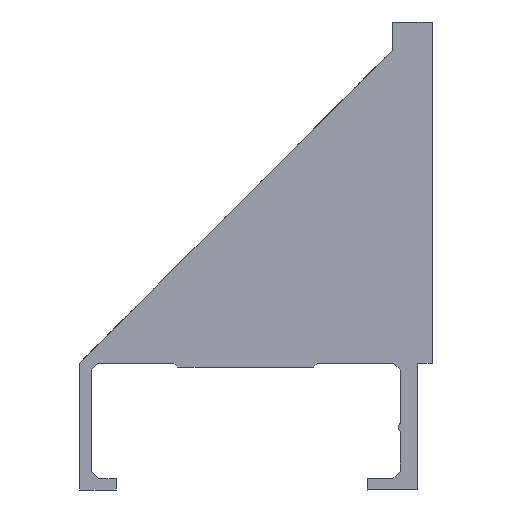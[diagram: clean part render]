
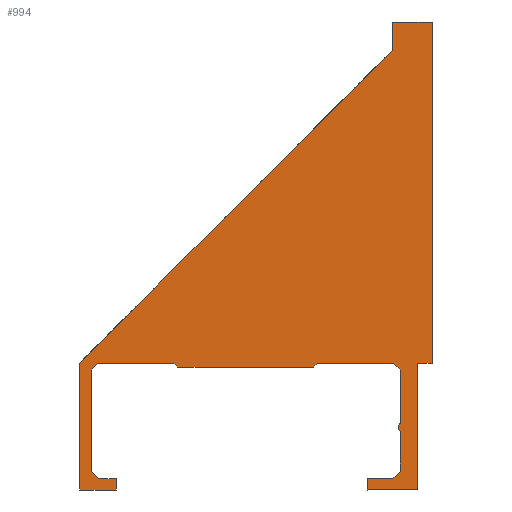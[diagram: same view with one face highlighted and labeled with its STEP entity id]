
A CAD part, front view. The second image highlights one B-rep face of the part: STEP entity #994.
In plain terms, the highlighted planar face has unit normal (0, -1, 0).
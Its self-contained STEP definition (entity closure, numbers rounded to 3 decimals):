
#101=FACE_OUTER_BOUND('',#159,.T.);
#159=EDGE_LOOP('',(#759,#760,#761,#762,#763,#764,#765,#766,#767,#768,#769,
#770,#771,#772,#773,#774,#775,#776,#777,#778,#779,#780,#781,#782,#783,#784));
#219=CIRCLE('',#1086,0.4);
#256=LINE('',#1461,#346);
#259=LINE('',#1473,#349);
#262=LINE('',#1479,#352);
#272=LINE('',#1696,#362);
#275=LINE('',#1701,#365);
#276=LINE('',#1703,#366);
#277=LINE('',#1708,#367);
#278=LINE('',#1710,#368);
#279=LINE('',#1712,#369);
#280=LINE('',#1714,#370);
#281=LINE('',#1716,#371);
#282=LINE('',#1718,#372);
#283=LINE('',#1720,#373);
#284=LINE('',#1721,#374);
#285=LINE('',#1723,#375);
#286=LINE('',#1725,#376);
#287=LINE('',#1726,#377);
#288=LINE('',#1728,#378);
#289=LINE('',#1730,#379);
#290=LINE('',#1734,#380);
#291=LINE('',#1736,#381);
#292=LINE('',#1738,#382);
#293=LINE('',#1740,#383);
#294=LINE('',#1742,#384);
#295=LINE('',#1743,#385);
#346=VECTOR('',#1169,10.);
#349=VECTOR('',#1182,10.);
#352=VECTOR('',#1187,10.);
#362=VECTOR('',#1249,10.);
#365=VECTOR('',#1254,10.);
#366=VECTOR('',#1257,10.);
#367=VECTOR('',#1262,10.);
#368=VECTOR('',#1263,10.);
#369=VECTOR('',#1264,10.);
#370=VECTOR('',#1265,10.);
#371=VECTOR('',#1266,10.);
#372=VECTOR('',#1267,10.);
#373=VECTOR('',#1268,10.);
#374=VECTOR('',#1269,10.);
#375=VECTOR('',#1270,10.);
#376=VECTOR('',#1271,10.);
#377=VECTOR('',#1272,10.);
#378=VECTOR('',#1273,10.);
#379=VECTOR('',#1274,10.);
#380=VECTOR('',#1277,10.);
#381=VECTOR('',#1278,10.);
#382=VECTOR('',#1279,10.);
#383=VECTOR('',#1280,10.);
#384=VECTOR('',#1281,10.);
#385=VECTOR('',#1282,10.);
#436=VERTEX_POINT('',#1458);
#437=VERTEX_POINT('',#1460);
#440=VERTEX_POINT('',#1470);
#441=VERTEX_POINT('',#1472);
#442=VERTEX_POINT('',#1476);
#443=VERTEX_POINT('',#1478);
#465=VERTEX_POINT('',#1693);
#466=VERTEX_POINT('',#1695);
#467=VERTEX_POINT('',#1699);
#469=VERTEX_POINT('',#1707);
#470=VERTEX_POINT('',#1709);
#471=VERTEX_POINT('',#1711);
#472=VERTEX_POINT('',#1713);
#473=VERTEX_POINT('',#1715);
#474=VERTEX_POINT('',#1717);
#475=VERTEX_POINT('',#1719);
#476=VERTEX_POINT('',#1722);
#477=VERTEX_POINT('',#1724);
#478=VERTEX_POINT('',#1727);
#479=VERTEX_POINT('',#1729);
#480=VERTEX_POINT('',#1731);
#481=VERTEX_POINT('',#1733);
#482=VERTEX_POINT('',#1735);
#483=VERTEX_POINT('',#1737);
#484=VERTEX_POINT('',#1739);
#485=VERTEX_POINT('',#1741);
#535=EDGE_CURVE('',#437,#436,#256,.T.);
#540=EDGE_CURVE('',#441,#440,#259,.T.);
#543=EDGE_CURVE('',#443,#442,#262,.T.);
#577=EDGE_CURVE('',#465,#466,#272,.T.);
#580=EDGE_CURVE('',#466,#467,#275,.T.);
#581=EDGE_CURVE('',#436,#467,#276,.T.);
#583=EDGE_CURVE('',#465,#469,#277,.T.);
#584=EDGE_CURVE('',#469,#470,#278,.T.);
#585=EDGE_CURVE('',#470,#471,#279,.T.);
#586=EDGE_CURVE('',#471,#472,#280,.T.);
#587=EDGE_CURVE('',#472,#473,#281,.T.);
#588=EDGE_CURVE('',#473,#474,#282,.T.);
#589=EDGE_CURVE('',#474,#475,#283,.T.);
#590=EDGE_CURVE('',#475,#443,#284,.T.);
#591=EDGE_CURVE('',#442,#476,#285,.T.);
#592=EDGE_CURVE('',#476,#477,#286,.T.);
#593=EDGE_CURVE('',#477,#441,#287,.T.);
#594=EDGE_CURVE('',#440,#478,#288,.T.);
#595=EDGE_CURVE('',#478,#479,#289,.T.);
#596=EDGE_CURVE('',#479,#480,#219,.T.);
#597=EDGE_CURVE('',#480,#481,#290,.T.);
#598=EDGE_CURVE('',#481,#482,#291,.T.);
#599=EDGE_CURVE('',#482,#483,#292,.T.);
#600=EDGE_CURVE('',#483,#484,#293,.T.);
#601=EDGE_CURVE('',#484,#485,#294,.T.);
#602=EDGE_CURVE('',#485,#437,#295,.T.);
#759=ORIENTED_EDGE('',*,*,#581,.T.);
#760=ORIENTED_EDGE('',*,*,#580,.F.);
#761=ORIENTED_EDGE('',*,*,#577,.F.);
#762=ORIENTED_EDGE('',*,*,#583,.T.);
#763=ORIENTED_EDGE('',*,*,#584,.T.);
#764=ORIENTED_EDGE('',*,*,#585,.T.);
#765=ORIENTED_EDGE('',*,*,#586,.T.);
#766=ORIENTED_EDGE('',*,*,#587,.T.);
#767=ORIENTED_EDGE('',*,*,#588,.T.);
#768=ORIENTED_EDGE('',*,*,#589,.T.);
#769=ORIENTED_EDGE('',*,*,#590,.T.);
#770=ORIENTED_EDGE('',*,*,#543,.T.);
#771=ORIENTED_EDGE('',*,*,#591,.T.);
#772=ORIENTED_EDGE('',*,*,#592,.T.);
#773=ORIENTED_EDGE('',*,*,#593,.T.);
#774=ORIENTED_EDGE('',*,*,#540,.T.);
#775=ORIENTED_EDGE('',*,*,#594,.T.);
#776=ORIENTED_EDGE('',*,*,#595,.T.);
#777=ORIENTED_EDGE('',*,*,#596,.T.);
#778=ORIENTED_EDGE('',*,*,#597,.T.);
#779=ORIENTED_EDGE('',*,*,#598,.T.);
#780=ORIENTED_EDGE('',*,*,#599,.T.);
#781=ORIENTED_EDGE('',*,*,#600,.T.);
#782=ORIENTED_EDGE('',*,*,#601,.T.);
#783=ORIENTED_EDGE('',*,*,#602,.T.);
#784=ORIENTED_EDGE('',*,*,#535,.T.);
#951=PLANE('',#1085);
#994=ADVANCED_FACE('',(#101),#951,.T.);
#1085=AXIS2_PLACEMENT_3D('',#1706,#1260,#1261);
#1086=AXIS2_PLACEMENT_3D('',#1732,#1275,#1276);
#1169=DIRECTION('',(1.,0.,0.));
#1182=DIRECTION('',(1.,0.,0.));
#1187=DIRECTION('',(1.,0.,0.));
#1249=DIRECTION('',(0.,0.,1.));
#1254=DIRECTION('',(1.,0.,0.));
#1257=DIRECTION('',(0.,0.,1.));
#1260=DIRECTION('center_axis',(0.,-1.,0.));
#1261=DIRECTION('ref_axis',(0.,0.,-1.));
#1262=DIRECTION('',(-0.707,0.,-0.707));
#1263=DIRECTION('',(0.,0.,-1.));
#1264=DIRECTION('',(1.,0.,0.));
#1265=DIRECTION('',(0.,0.,1.));
#1266=DIRECTION('',(-1.,0.,0.));
#1267=DIRECTION('',(-0.707,0.,0.707));
#1268=DIRECTION('',(0.,0.,1.));
#1269=DIRECTION('',(0.707,0.,0.707));
#1270=DIRECTION('',(0.707,0.,-0.707));
#1271=DIRECTION('',(1.,0.,0.));
#1272=DIRECTION('',(0.707,0.,0.707));
#1273=DIRECTION('',(0.707,0.,-0.707));
#1274=DIRECTION('',(0.,0.,-1.));
#1275=DIRECTION('center_axis',(0.,-1.,0.));
#1276=DIRECTION('ref_axis',(-0.5,0.,0.866));
#1277=DIRECTION('',(0.,0.,-1.));
#1278=DIRECTION('',(-0.707,0.,-0.707));
#1279=DIRECTION('',(-1.,0.,0.));
#1280=DIRECTION('',(0.,0.,-1.));
#1281=DIRECTION('',(1.,0.,0.));
#1282=DIRECTION('',(0.,0.,1.));
#1458=CARTESIAN_POINT('',(-10.38,-34.38,0.026));
#1460=CARTESIAN_POINT('',(-11.686,-34.38,0.026));
#1461=CARTESIAN_POINT('',(-13.88,-34.38,0.026));
#1470=CARTESIAN_POINT('',(-13.794,-34.38,0.026));
#1472=CARTESIAN_POINT('',(-20.477,-34.38,0.026));
#1473=CARTESIAN_POINT('',(-13.88,-34.38,0.026));
#1476=CARTESIAN_POINT('',(-33.094,-34.38,0.026));
#1478=CARTESIAN_POINT('',(-39.777,-34.38,0.026));
#1479=CARTESIAN_POINT('',(-13.88,-34.38,0.026));
#1693=CARTESIAN_POINT('',(-13.88,-34.38,27.526));
#1695=CARTESIAN_POINT('',(-13.88,-34.38,30.026));
#1696=CARTESIAN_POINT('',(-13.88,-34.38,27.526));
#1699=CARTESIAN_POINT('',(-10.38,-34.38,30.026));
#1701=CARTESIAN_POINT('',(-13.88,-34.38,30.026));
#1703=CARTESIAN_POINT('',(-10.38,-34.38,27.526));
#1706=CARTESIAN_POINT('Origin',(-11.38,-34.38,13.776));
#1707=CARTESIAN_POINT('',(-41.38,-34.38,0.026));
#1708=CARTESIAN_POINT('',(-13.88,-34.38,27.526));
#1709=CARTESIAN_POINT('',(-41.38,-34.38,-11.124));
#1710=CARTESIAN_POINT('',(-41.38,-34.38,0.026));
#1711=CARTESIAN_POINT('',(-38.153,-34.38,-11.124));
#1712=CARTESIAN_POINT('',(-41.38,-34.38,-11.124));
#1713=CARTESIAN_POINT('',(-38.153,-34.38,-10.124));
#1714=CARTESIAN_POINT('',(-38.153,-34.38,-11.124));
#1715=CARTESIAN_POINT('',(-39.727,-34.38,-10.124));
#1716=CARTESIAN_POINT('',(-32.686,-34.38,-10.124));
#1717=CARTESIAN_POINT('',(-40.386,-34.38,-9.466));
#1718=CARTESIAN_POINT('',(-39.727,-34.38,-10.124));
#1719=CARTESIAN_POINT('',(-40.386,-34.38,-0.583));
#1720=CARTESIAN_POINT('',(-40.386,-34.38,-9.466));
#1721=CARTESIAN_POINT('',(-40.386,-34.38,-0.583));
#1722=CARTESIAN_POINT('',(-32.744,-34.38,-0.324));
#1723=CARTESIAN_POINT('',(-33.144,-34.38,0.076));
#1724=CARTESIAN_POINT('',(-20.827,-34.38,-0.324));
#1725=CARTESIAN_POINT('',(-32.744,-34.38,-0.324));
#1726=CARTESIAN_POINT('',(-20.827,-34.38,-0.324));
#1727=CARTESIAN_POINT('',(-13.186,-34.38,-0.583));
#1728=CARTESIAN_POINT('',(-13.844,-34.38,0.076));
#1729=CARTESIAN_POINT('',(-13.186,-34.38,-5.278));
#1730=CARTESIAN_POINT('',(-13.186,-34.38,-0.583));
#1731=CARTESIAN_POINT('',(-13.186,-34.38,-5.971));
#1732=CARTESIAN_POINT('Origin',(-12.986,-34.38,-5.624));
#1733=CARTESIAN_POINT('',(-13.186,-34.38,-9.466));
#1734=CARTESIAN_POINT('',(-13.186,-34.38,-5.971));
#1735=CARTESIAN_POINT('',(-13.844,-34.38,-10.124));
#1736=CARTESIAN_POINT('',(-13.186,-34.38,-9.466));
#1737=CARTESIAN_POINT('',(-16.102,-34.38,-10.124));
#1738=CARTESIAN_POINT('',(-13.844,-34.38,-10.124));
#1739=CARTESIAN_POINT('',(-16.102,-34.38,-11.124));
#1740=CARTESIAN_POINT('',(-16.102,-34.38,-10.124));
#1741=CARTESIAN_POINT('',(-11.686,-34.38,-11.124));
#1742=CARTESIAN_POINT('',(-16.102,-34.38,-11.124));
#1743=CARTESIAN_POINT('',(-11.686,-34.38,-11.124));
